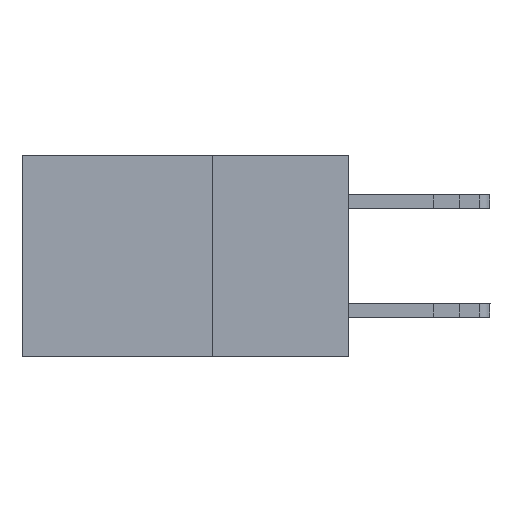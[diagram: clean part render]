
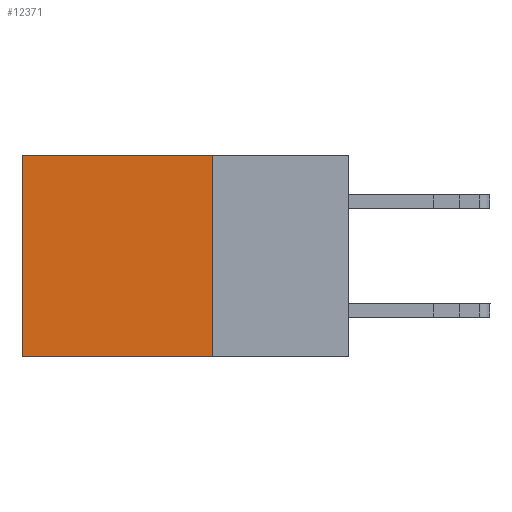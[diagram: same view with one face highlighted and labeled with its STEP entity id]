
A CAD part, left-side view. The second image highlights one B-rep face of the part: STEP entity #12371.
In plain terms, the highlighted planar face has unit normal (-1, 0, 0).
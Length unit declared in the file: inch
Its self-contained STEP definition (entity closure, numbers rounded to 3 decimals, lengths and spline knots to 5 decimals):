
#761 = CARTESIAN_POINT ( 'NONE',  ( 0.2615, 0.25, 0. ) ) ;
#1006 = PLANE ( 'NONE',  #16192 ) ;
#1027 = LINE ( 'NONE', #761, #4337 ) ;
#1149 = CARTESIAN_POINT ( 'NONE',  ( 0.2615, 0.25, 0. ) ) ;
#1246 = VECTOR ( 'NONE', #17172, 39.37008 ) ;
#1541 = FACE_OUTER_BOUND ( 'NONE', #8286, .T. ) ;
#2159 = DIRECTION ( 'NONE',  ( 0., 1., 0. ) ) ;
#2383 = ORIENTED_EDGE ( 'NONE', *, *, #7565, .T. ) ;
#2658 = VECTOR ( 'NONE', #3031, 39.37008 ) ;
#2677 = DIRECTION ( 'NONE',  ( 0., 0., -1. ) ) ;
#3031 = DIRECTION ( 'NONE',  ( 0., 1., 0. ) ) ;
#3067 = ORIENTED_EDGE ( 'NONE', *, *, #12548, .F. ) ;
#4337 = VECTOR ( 'NONE', #2159, 39.37008 ) ;
#4976 = LINE ( 'NONE', #15913, #1246 ) ;
#5759 = CARTESIAN_POINT ( 'NONE',  ( 0.2615, 0.6, -0.37 ) ) ;
#5905 = LINE ( 'NONE', #5759, #10379 ) ;
#6163 = VERTEX_POINT ( 'NONE', #16829 ) ;
#7565 = EDGE_CURVE ( 'NONE', #14895, #10742, #1027, .T. ) ;
#8286 = EDGE_LOOP ( 'NONE', ( #15723, #3067, #14648, #2383 ) ) ;
#9266 = CARTESIAN_POINT ( 'NONE',  ( 0.2615, 0.25, -0.37 ) ) ;
#10138 = VERTEX_POINT ( 'NONE', #13156 ) ;
#10232 = CARTESIAN_POINT ( 'NONE',  ( 0.2615, 0.6, 0. ) ) ;
#10379 = VECTOR ( 'NONE', #15081, 39.37008 ) ;
#10742 = VERTEX_POINT ( 'NONE', #10232 ) ;
#10862 = DIRECTION ( 'NONE',  ( 1., 0., 0. ) ) ;
#11220 = CARTESIAN_POINT ( 'NONE',  ( 0.2615, 0.25, -0.37 ) ) ;
#12371 = ADVANCED_FACE ( 'NONE', ( #1541 ), #1006, .F. ) ;
#12534 = EDGE_CURVE ( 'NONE', #10742, #6163, #5905, .T. ) ;
#12548 = EDGE_CURVE ( 'NONE', #10138, #6163, #12675, .T. ) ;
#12675 = LINE ( 'NONE', #11220, #2658 ) ;
#13156 = CARTESIAN_POINT ( 'NONE',  ( 0.2615, 0.25, -0.37 ) ) ;
#14296 = EDGE_CURVE ( 'NONE', #14895, #10138, #4976, .T. ) ;
#14648 = ORIENTED_EDGE ( 'NONE', *, *, #14296, .F. ) ;
#14895 = VERTEX_POINT ( 'NONE', #1149 ) ;
#15081 = DIRECTION ( 'NONE',  ( 0., 0., -1. ) ) ;
#15723 = ORIENTED_EDGE ( 'NONE', *, *, #12534, .T. ) ;
#15913 = CARTESIAN_POINT ( 'NONE',  ( 0.2615, 0.25, -0.37 ) ) ;
#16192 = AXIS2_PLACEMENT_3D ( 'NONE', #9266, #10862, #2677 ) ;
#16829 = CARTESIAN_POINT ( 'NONE',  ( 0.2615, 0.6, -0.37 ) ) ;
#17172 = DIRECTION ( 'NONE',  ( 0., 0., -1. ) ) ;
